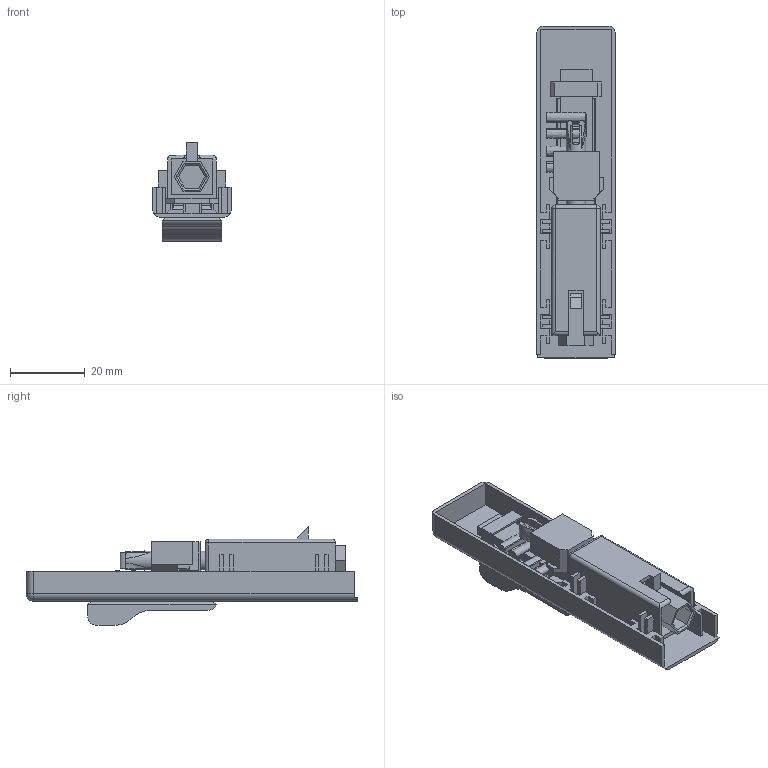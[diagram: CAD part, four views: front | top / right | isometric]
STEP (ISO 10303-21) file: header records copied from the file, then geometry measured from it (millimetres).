
FILE_DESCRIPTION(/* description */ (''),/* implementation_level */ '2;1');
FILE_NAME(/* name */ 'ld.step.step',/* time_stamp */ '2020-07-16T00:43:15-04:00',/* author */ (''),/* organization */ (''),/* preprocessor_version */ 'ST-DEVELOPER v18.1',/* originating_system */ 'Autodesk Translation Framework v9.3.0.1241',/* authorisation */ '');
FILE_SCHEMA (('AUTOMOTIVE_DESIGN { 1 0 10303 214 3 1 1 }'));
Length unit declared in the file: millimetre
Products named in the file (6): LancingDevice-Study1; Pole; PullSlide; PoleSupport; Housing; PullSwitch2
Assembly tree (5 placements, depth 2):
  LancingDevice-Study1
    Pole
    PullSlide
    PoleSupport
    Housing
    PullSwitch2
Bounding box: 21 x 89 x 26.42 mm (x, y, z)
Volume: 11155.9 mm3; surface area: 15593.1 mm2
Topology: 5 solids, 5 shells, 321 faces, 862 edges, 554 vertices
Faces by surface type: plane 280, cylinder 22, bspline 12, sphere 4, cone 2, torus 1
Full cylindrical faces by diameter (mm): 5.2 x1, 5.3 x1, 6 x1
Entity records: 10347 total; most frequent: CARTESIAN_POINT 2190, ORIENTED_EDGE 1716, DIRECTION 1544, EDGE_CURVE 858, LINE 760, VECTOR 760, VERTEX_POINT 554, AXIS2_PLACEMENT_3D 392
